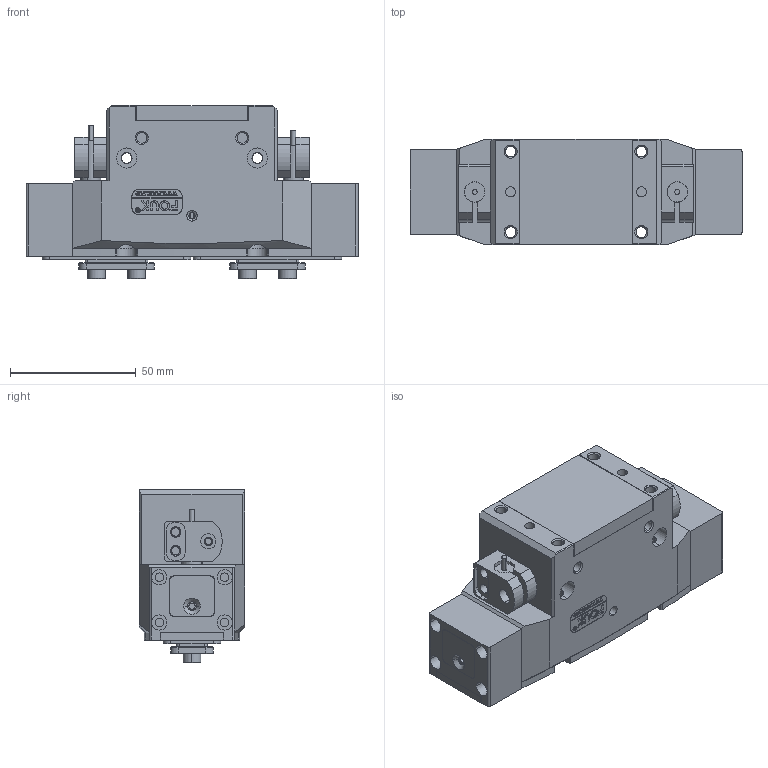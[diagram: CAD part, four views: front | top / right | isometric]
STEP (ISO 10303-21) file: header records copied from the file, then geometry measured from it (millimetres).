
FILE_DESCRIPTION (( 'STEP AP203' ), '1' );
FILE_NAME ('TR30-95-L-P.STEP', '2024-11-21T01:25:46', ( 'USER-' ), ( 'Microsoft' ), 'SwSTEP 2.0', 'SolidWorks 2018', '' );
FILE_SCHEMA (( 'CONFIG_CONTROL_DESIGN' ));
Length unit declared in the file: millimetre
Products named in the file (24): TR30LB-11奻葡裔啣; TR30-95-L-杅耀.sldasm-Part-3; TR30-95-L-菁裔啣; 埴翐芛_GB_FASTENER_SCREWS_HSHCS M2X8-N; 20x10-R3; TR30-95-L-杅耀.sldasm-Part-18; TR30LB-14防尘移动板(默认); TR30-95-L-杅耀.sldasm-Part-11; TR30-95-L-杅耀.sldasm-Part-16; TR30B-15假蚾薊啣; TR30-95-L-杅耀.sldasm-Part-7; TR30-95-L-杅耀.sldasm-Part-4; TR30B-12耜假蚾极; TR30-95-L-杅耀.sldasm-Part-14; 揤輸蚾饜极; TR30-95-L-杅耀.sldasm-Part-6; TR30-95-L-杅耀.sldasm-Part-9; TR30-95-L-杅耀; TR30-95-L-P; TR30-95-L-杅耀.sldasm-Part-5; 7x5-6隅弇杶; 55滅鳥傷苤裔; TR30-95-L-杅耀.sldasm-Part-12; 揤輸杅耀.sldasm-Part-9
Assembly tree (37 placements, depth 4):
  TR30-95-L-P
    TR30-95-L-杅耀
      TR30-95-L-杅耀.sldasm-Part-3
      TR30-95-L-杅耀.sldasm-Part-4
      TR30-95-L-杅耀.sldasm-Part-5
      TR30-95-L-杅耀.sldasm-Part-6
      TR30-95-L-杅耀.sldasm-Part-9
      TR30-95-L-杅耀.sldasm-Part-11
      TR30-95-L-杅耀.sldasm-Part-12
      TR30-95-L-杅耀.sldasm-Part-14
      TR30-95-L-杅耀.sldasm-Part-16
      TR30-95-L-杅耀.sldasm-Part-18  x2
      TR30-95-L-菁裔啣
      揤輸蚾饜极  x2
        揤輸杅耀.sldasm-Part-9
        埴翐芛_GB_FASTENER_SCREWS_HSHCS M2X8-N
      20x10-R3
      TR30-95-L-杅耀.sldasm-Part-7
    TR30B-12耜假蚾极  x2
    TR30B-15假蚾薊啣  x2
    TR30LB-11奻葡裔啣
    TR30LB-14防尘移动板(默认)  x2
    55滅鳥傷苤裔  x2
    7x5-6隅弇杶  x8
Bounding box: 132 x 42 x 69 mm (x, y, z)
Volume: 223996 mm3; surface area: 88317.2 mm2
Topology: 37 solids, 55 shells, 1683 faces, 4207 edges, 2664 vertices
Faces by surface type: plane 743, cylinder 485, cone 292, bspline 155, torus 8
Entity records: 46693 total; most frequent: CARTESIAN_POINT 13550, ORIENTED_EDGE 6370, DIRECTION 6005, EDGE_CURVE 3185, VERTEX_POINT 2063, AXIS2_PLACEMENT_3D 2026, LINE 1953, VECTOR 1953
